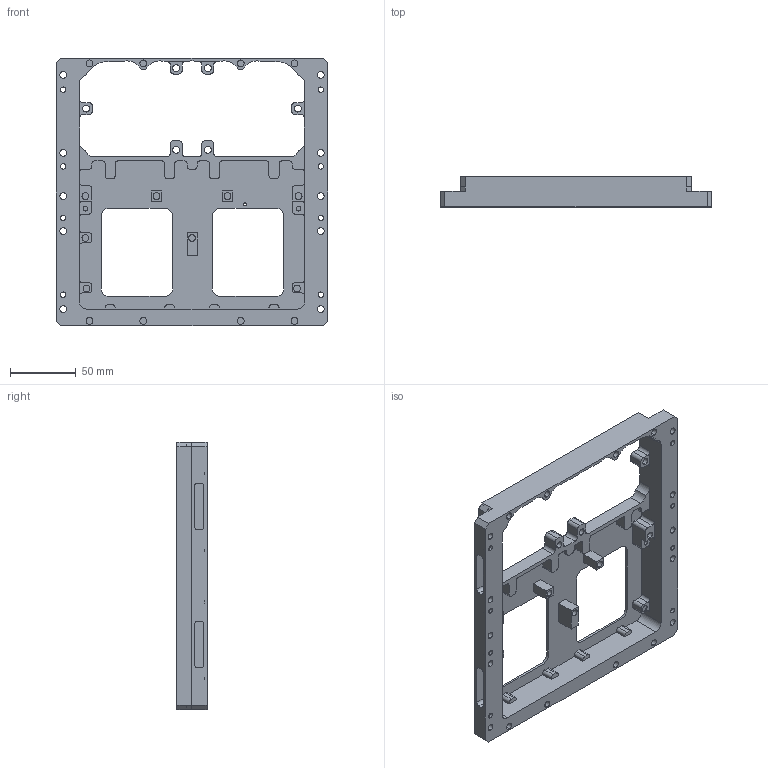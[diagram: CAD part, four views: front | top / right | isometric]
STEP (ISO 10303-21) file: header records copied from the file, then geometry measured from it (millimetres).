
FILE_DESCRIPTION (( 'STEP AP214' ), '1' );
FILE_NAME ('2004968E-ModFor3DPrint.stp', '2020-09-17T05:27:06', ( '' ), ( '' ), 'SwSTEP 2.0', 'SolidWorks 2019', '' );
FILE_SCHEMA (( 'AUTOMOTIVE_DESIGN' ));
Length unit declared in the file: inch
Products named in the file (1): 2004968E-ModFor3DPrint
Bounding box: 206.35 x 22.87 x 203.2 mm (x, y, z)
Volume: 170515 mm3; surface area: 104482.2 mm2
Topology: 1 solids, 1 shells, 548 faces, 1426 edges, 924 vertices
Faces by surface type: cylinder 299, plane 233, sphere 16
Entity records: 16980 total; most frequent: DIRECTION 3106, CARTESIAN_POINT 2883, ORIENTED_EDGE 2820, EDGE_CURVE 1410, AXIS2_PLACEMENT_3D 1147, VERTEX_POINT 924, LINE 812, VECTOR 812
